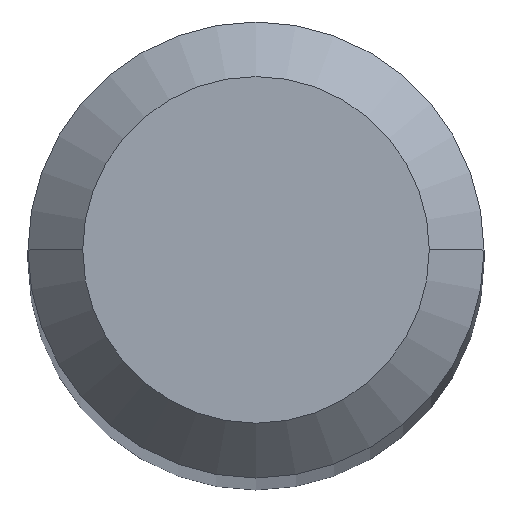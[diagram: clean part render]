
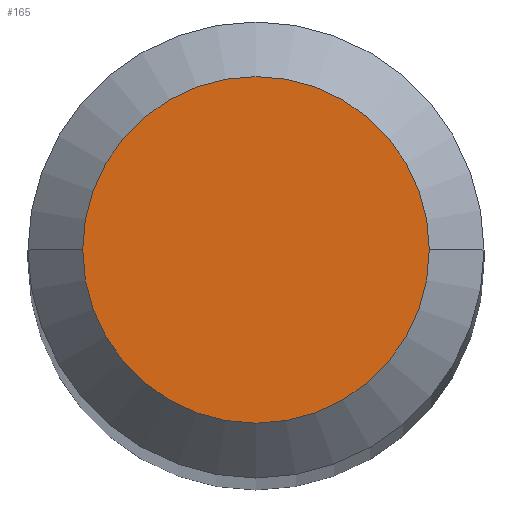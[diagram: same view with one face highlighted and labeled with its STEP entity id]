
A CAD part, top view. The second image highlights one B-rep face of the part: STEP entity #165.
In plain terms, the highlighted planar face has unit normal (0, 0, 1).
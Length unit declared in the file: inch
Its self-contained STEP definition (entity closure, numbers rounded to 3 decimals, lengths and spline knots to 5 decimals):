
#8 = DIRECTION ( 'NONE',  ( 1., 0., 0. ) ) ;
#9 = CIRCLE ( 'NONE', #76, 0.0475 ) ;
#35 = DIRECTION ( 'NONE',  ( 0., 0., 1. ) ) ;
#56 = ORIENTED_EDGE ( 'NONE', *, *, #120, .T. ) ;
#76 = AXIS2_PLACEMENT_3D ( 'NONE', #370, #409, #8 ) ;
#79 = DIRECTION ( 'NONE',  ( 0., 0., -1. ) ) ;
#120 = EDGE_CURVE ( 'NONE', #423, #390, #299, .T. ) ;
#165 = ADVANCED_FACE ( 'NONE', ( #201 ), #339, .F. ) ;
#176 = EDGE_CURVE ( 'NONE', #390, #423, #9, .T. ) ;
#180 = AXIS2_PLACEMENT_3D ( 'NONE', #271, #79, #306 ) ;
#183 = CARTESIAN_POINT ( 'NONE',  ( 0., 0., 0. ) ) ;
#186 = DIRECTION ( 'NONE',  ( 1., 0., 0. ) ) ;
#201 = FACE_OUTER_BOUND ( 'NONE', #242, .T. ) ;
#212 = AXIS2_PLACEMENT_3D ( 'NONE', #183, #35, #186 ) ;
#242 = EDGE_LOOP ( 'NONE', ( #454, #56 ) ) ;
#271 = CARTESIAN_POINT ( 'NONE',  ( 0., 0.0475, 0. ) ) ;
#281 = CARTESIAN_POINT ( 'NONE',  ( 0.0475, 0., 0. ) ) ;
#299 = CIRCLE ( 'NONE', #212, 0.0475 ) ;
#306 = DIRECTION ( 'NONE',  ( -1., 0., 0. ) ) ;
#339 = PLANE ( 'NONE',  #180 ) ;
#355 = CARTESIAN_POINT ( 'NONE',  ( -0.0475, 0., 0. ) ) ;
#370 = CARTESIAN_POINT ( 'NONE',  ( 0., 0., 0. ) ) ;
#390 = VERTEX_POINT ( 'NONE', #355 ) ;
#409 = DIRECTION ( 'NONE',  ( 0., 0., 1. ) ) ;
#423 = VERTEX_POINT ( 'NONE', #281 ) ;
#454 = ORIENTED_EDGE ( 'NONE', *, *, #176, .T. ) ;
